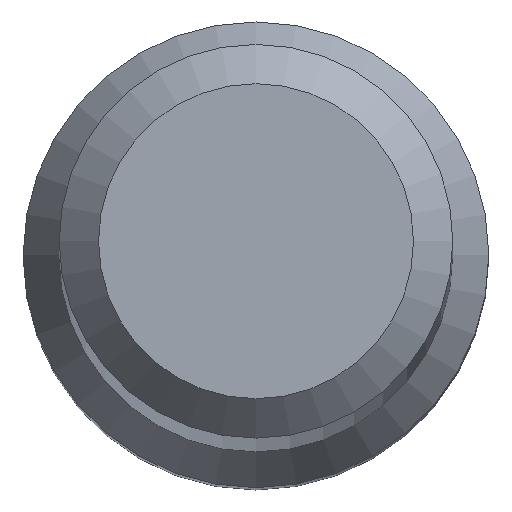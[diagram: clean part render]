
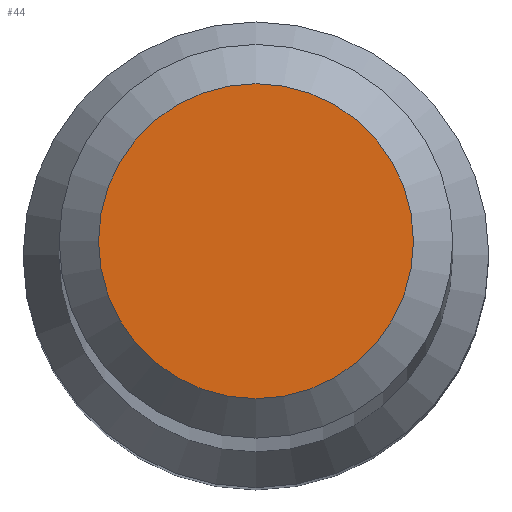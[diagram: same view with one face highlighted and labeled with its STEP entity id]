
A CAD part, top view. The second image highlights one B-rep face of the part: STEP entity #44.
In plain terms, the highlighted planar face has unit normal (0, 0, 1).
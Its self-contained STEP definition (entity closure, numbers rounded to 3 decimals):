
#22 = DIRECTION ( 'NONE',  ( 0., 0., 1. ) ) ;
#35 = DIRECTION ( 'NONE',  ( 0., 1., 0. ) ) ;
#38 = PLANE ( 'NONE',  #90 ) ;
#44 = ADVANCED_FACE ( 'NONE', ( #108 ), #38, .T. ) ;
#50 = EDGE_CURVE ( 'NONE', #229, #229, #173, .T. ) ;
#90 = AXIS2_PLACEMENT_3D ( 'NONE', #222, #22, #128 ) ;
#108 = FACE_OUTER_BOUND ( 'NONE', #240, .T. ) ;
#112 = CARTESIAN_POINT ( 'NONE',  ( 0., 0., 70. ) ) ;
#119 = AXIS2_PLACEMENT_3D ( 'NONE', #112, #125, #35 ) ;
#125 = DIRECTION ( 'NONE',  ( 0., 0., -1. ) ) ;
#128 = DIRECTION ( 'NONE',  ( 0., -1., 0. ) ) ;
#173 = CIRCLE ( 'NONE', #119, 1.2 ) ;
#207 = ORIENTED_EDGE ( 'NONE', *, *, #50, .F. ) ;
#211 = CARTESIAN_POINT ( 'NONE',  ( 0., 1.2, 70. ) ) ;
#222 = CARTESIAN_POINT ( 'NONE',  ( 0., 0., 70. ) ) ;
#229 = VERTEX_POINT ( 'NONE', #211 ) ;
#240 = EDGE_LOOP ( 'NONE', ( #207 ) ) ;
